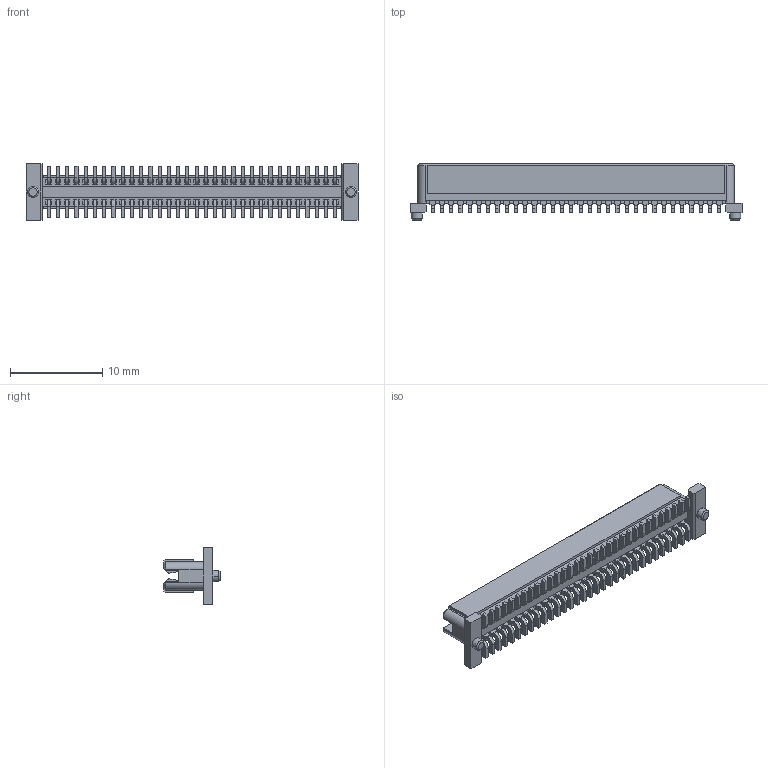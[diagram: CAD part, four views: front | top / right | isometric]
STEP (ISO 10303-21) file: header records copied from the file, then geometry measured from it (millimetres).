
FILE_DESCRIPTION(('STEP AP242'),'1');
FILE_NAME('0714390164.stp','2025-01-16T18:03:29',('TraceParts'),('TraceParts S.A.'),'Spatial InterOp 3D',' ',' ');
FILE_SCHEMA(('AP242_MANAGED_MODEL_BASED_3D_ENGINEERING_MIM_LF {1 0 10303 442 1 1 4}'));
Length unit declared in the file: millimetre
Products named in the file (1): 0714390164_1
Bounding box: 35.9 x 6.1 x 6.1 mm (x, y, z)
Volume: 452.3 mm3; surface area: 1313.9 mm2
Topology: 1 solids, 1 shells, 1806 faces, 5332 edges, 3856 vertices
Faces by surface type: plane 1534, cylinder 264, cone 8
Entity records: 59174 total; most frequent: CARTESIAN_POINT 10536, ORIENTED_EDGE 10140, DIRECTION 9472, EDGE_CURVE 5070, LINE 4784, VECTOR 4784, VERTEX_POINT 3332, AXIS2_PLACEMENT_3D 2344
